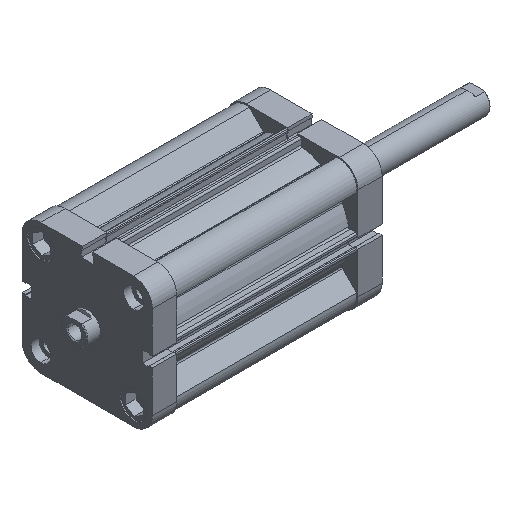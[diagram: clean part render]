
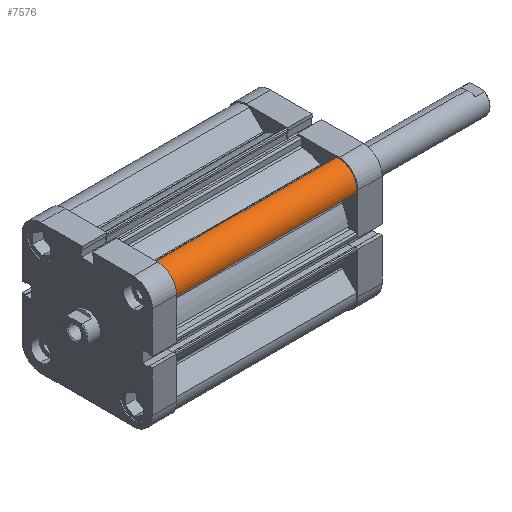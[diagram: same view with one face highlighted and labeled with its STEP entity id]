
A CAD part, isometric view. The second image highlights one B-rep face of the part: STEP entity #7576.
In plain terms, the highlighted cylindrical face has radius 10.75 mm (diameter 21.5 mm), a partial arc.
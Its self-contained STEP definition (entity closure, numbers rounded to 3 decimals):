
#165 = CARTESIAN_POINT ( 'NONE',  ( 26.479, -38.853, 110.5 ) ) ;
#223 = CARTESIAN_POINT ( 'NONE',  ( 38.853, -26.479, 0. ) ) ;
#252 = CARTESIAN_POINT ( 'NONE',  ( 26.479, -38.853, 0. ) ) ;
#288 = CARTESIAN_POINT ( 'NONE',  ( 38.853, -26.479, 110.5 ) ) ;
#320 = VERTEX_POINT ( 'NONE', #252 ) ;
#321 = VERTEX_POINT ( 'NONE', #223 ) ;
#452 = VERTEX_POINT ( 'NONE', #288 ) ;
#455 = VERTEX_POINT ( 'NONE', #165 ) ;
#761 = EDGE_LOOP ( 'NONE', ( #2980, #2981, #2982, #2983 ) ) ;
#1309 = EDGE_CURVE ( 'NONE', #455, #320, #3475, .T. ) ;
#1320 = EDGE_CURVE ( 'NONE', #452, #321, #3495, .T. ) ;
#1382 = EDGE_CURVE ( 'NONE', #320, #321, #3597, .T. ) ;
#1427 = EDGE_CURVE ( 'NONE', #455, #452, #3669, .T. ) ;
#1899 = AXIS2_PLACEMENT_3D ( 'NONE', #6711, #6722, #6723 ) ;
#1917 = AXIS2_PLACEMENT_3D ( 'NONE', #6819, #6830, #6831 ) ;
#2141 = AXIS2_PLACEMENT_3D ( 'NONE', #5568, #5560, #5563 ) ;
#2980 = ORIENTED_EDGE ( 'NONE', *, *, #1382, .T. ) ;
#2981 = ORIENTED_EDGE ( 'NONE', *, *, #1320, .F. ) ;
#2982 = ORIENTED_EDGE ( 'NONE', *, *, #1427, .F. ) ;
#2983 = ORIENTED_EDGE ( 'NONE', *, *, #1309, .T. ) ;
#3469 = VECTOR ( 'NONE', #6548, 1000. ) ;
#3475 = LINE ( 'NONE', #6542, #3469 ) ;
#3495 = LINE ( 'NONE', #6572, #3496 ) ;
#3496 = VECTOR ( 'NONE', #6573, 1000. ) ;
#3597 = CIRCLE ( 'NONE', #1899, 10.75 ) ;
#3669 = CIRCLE ( 'NONE', #1917, 10.75 ) ;
#4524 = CYLINDRICAL_SURFACE ( 'NONE', #2141, 10.75 ) ;
#4527 = FACE_OUTER_BOUND ( 'NONE', #761, .T. ) ;
#5560 = DIRECTION ( 'NONE',  ( 0., 0., -1. ) ) ;
#5563 = DIRECTION ( 'NONE',  ( -1., 0., 0. ) ) ;
#5568 = CARTESIAN_POINT ( 'NONE',  ( 28.25, -28.25, 110.5 ) ) ;
#6542 = CARTESIAN_POINT ( 'NONE',  ( 26.479, -38.853, 110.5 ) ) ;
#6548 = DIRECTION ( 'NONE',  ( 0., 0., -1. ) ) ;
#6572 = CARTESIAN_POINT ( 'NONE',  ( 38.853, -26.479, 110.5 ) ) ;
#6573 = DIRECTION ( 'NONE',  ( 0., 0., -1. ) ) ;
#6711 = CARTESIAN_POINT ( 'NONE',  ( 28.25, -28.25, 0. ) ) ;
#6722 = DIRECTION ( 'NONE',  ( 0., 0., 1. ) ) ;
#6723 = DIRECTION ( 'NONE',  ( -1., 0., 0. ) ) ;
#6819 = CARTESIAN_POINT ( 'NONE',  ( 28.25, -28.25, 110.5 ) ) ;
#6830 = DIRECTION ( 'NONE',  ( 0., 0., 1. ) ) ;
#6831 = DIRECTION ( 'NONE',  ( -1., 0., 0. ) ) ;
#7576 = ADVANCED_FACE ( 'NONE', ( #4527 ), #4524, .T. ) ;
